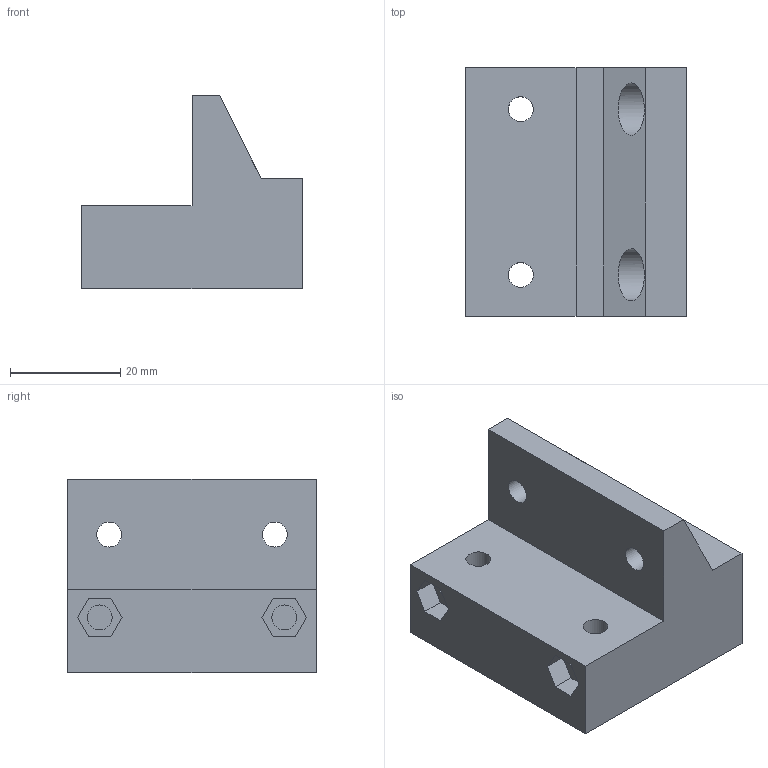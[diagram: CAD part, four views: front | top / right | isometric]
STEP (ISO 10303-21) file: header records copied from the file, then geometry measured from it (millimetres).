
FILE_DESCRIPTION(('FreeCAD Model'),'2;1');
FILE_NAME('Z-nut-3.step', '2015-01-21T19:59:11',('FreeCAD'),('FreeCAD'), 'Open CASCADE STEP processor 6.6','FreeCAD','Unknown');
FILE_SCHEMA(('AUTOMOTIVE_DESIGN_CC2 { 1 2 10303 214 -1 1 5 4 }'));
Length unit declared in the file: millimetre
Products named in the file (1): Open CASCADE STEP translator 6.6 30
Bounding box: 40 x 45 x 35 mm (x, y, z)
Volume: 35626.3 mm3; surface area: 9153.5 mm2
Topology: 1 solids, 1 shells, 36 faces, 92 edges, 64 vertices
Faces by surface type: plane 28, cylinder 8
Full cylindrical faces by diameter (mm): 4.5 x6, 9.5 x2
Entity records: 2414 total; most frequent: CARTESIAN_POINT 515, DIRECTION 356, LINE 224, VECTOR 224, ORIENTED_EDGE 184, PCURVE 184, DEFINITIONAL_REPRESENTATION 184, EDGE_CURVE 92
